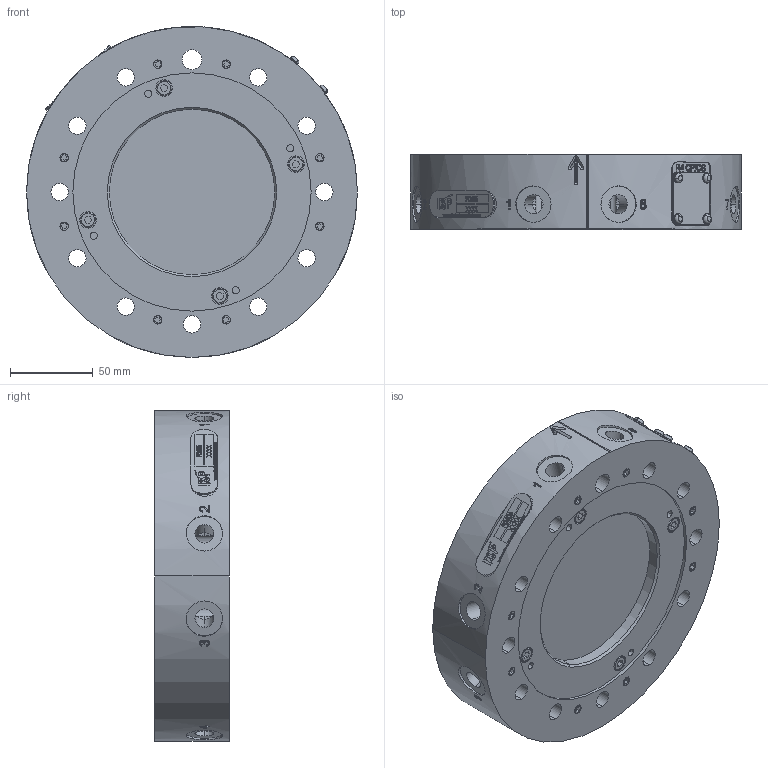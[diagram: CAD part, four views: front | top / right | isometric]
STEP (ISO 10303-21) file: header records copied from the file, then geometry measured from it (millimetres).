
FILE_DESCRIPTION (( 'STEP AP203' ), '1' );
FILE_NAME ('P0606.STEP', '2018-11-28T12:48:46', ( '' ), ( '' ), 'SwSTEP 2.0', 'SolidWorks 2017', '' );
FILE_SCHEMA (( 'CONFIG_CONTROL_DESIGN' ));
Length unit declared in the file: millimetre
Products named in the file (1): P0606
Bounding box: 200 x 45 x 200 mm (x, y, z)
Volume: 750176.1 mm3; surface area: 187817.1 mm2
Topology: 27 solids, 27 shells, 1356 faces, 3443 edges, 2252 vertices
Faces by surface type: plane 601, bspline 368, cylinder 260, cone 111, torus 16
Entity records: 60538 total; most frequent: CARTESIAN_POINT 29776, ORIENTED_EDGE 6870, DIRECTION 5197, EDGE_CURVE 3435, VERTEX_POINT 2252, LINE 1965, VECTOR 1965, AXIS2_PLACEMENT_3D 1616
